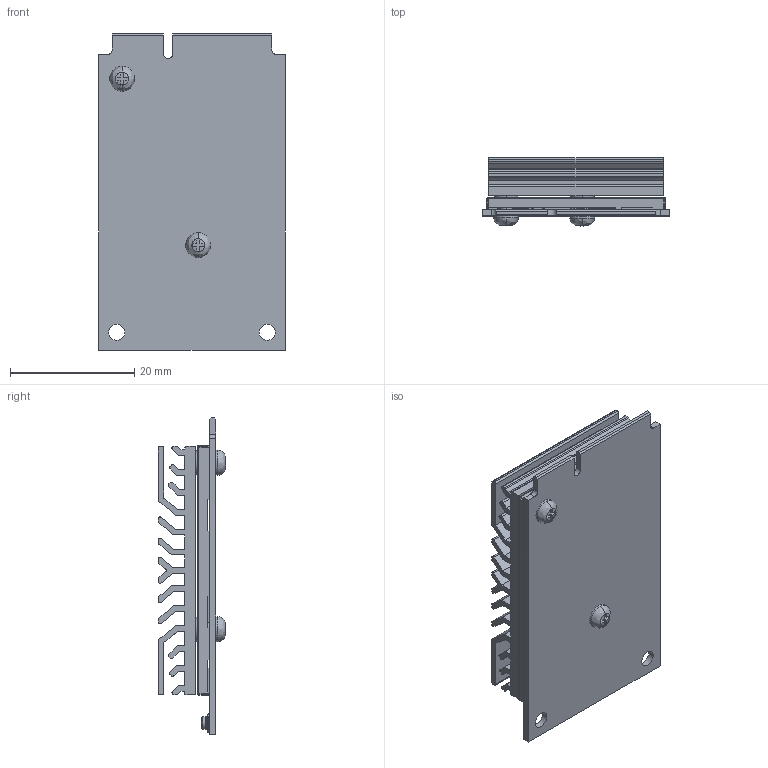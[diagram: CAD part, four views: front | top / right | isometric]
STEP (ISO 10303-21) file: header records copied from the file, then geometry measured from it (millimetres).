
FILE_DESCRIPTION((''),'2;1');
FILE_NAME('PWB-RAK2287_ASM','2020-12-09T',('lina'),(''),'PRO/ENGINEER BY PARAMETRIC TECHNOLOGY CORPORATION, 2010280','PRO/ENGINEER BY PARAMETRIC TECHNOLOGY CORPORATION, 2010280','');
FILE_SCHEMA(('AUTOMOTIVE_DESIGN { 1 2 10303 214 0 1 1 1 }'));
Length unit declared in the file: millimetre
Products named in the file (6): PWB-RAK2287; RAKU70580014; RAKU71420017; GB818-85_M2X4; IPEX-FEMALE; PWB-RAK2287_ASM
Assembly tree (7 placements, depth 2):
  PWB-RAK2287_ASM
    PWB-RAK2287
    RAKU70580014
    RAKU71420017
    GB818-85_M2X4  x2
    IPEX-FEMALE  x2
Bounding box: 30 x 10.89 x 50.95 mm (x, y, z)
Volume: 5430.2 mm3; surface area: 12557.3 mm2
Topology: 7 solids, 7 shells, 434 faces, 1557 edges, 1171 vertices
Faces by surface type: plane 289, cylinder 117, cone 12, sphere 8, bspline 4, torus 4
Entity records: 17684 total; most frequent: CARTESIAN_POINT 2486, DIRECTION 2424, ORIENTED_EDGE 1884, PRESENTATION_STYLE_ASSIGNMENT 1237, STYLED_ITEM 1237, CURVE_STYLE 1233, VECTOR 1050, LINE 1050
